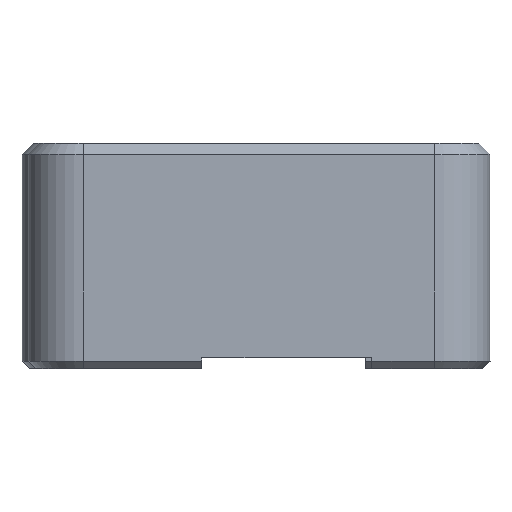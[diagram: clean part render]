
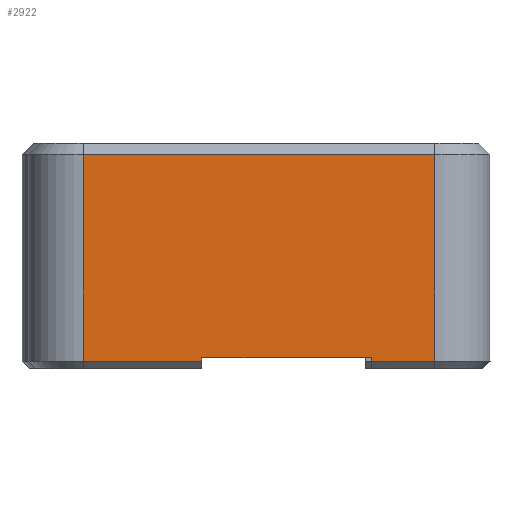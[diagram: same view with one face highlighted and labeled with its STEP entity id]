
A CAD part, left-side view. The second image highlights one B-rep face of the part: STEP entity #2922.
In plain terms, the highlighted planar face has unit normal (-1, 0, 0).
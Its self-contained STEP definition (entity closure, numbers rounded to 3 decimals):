
#111=PLANE('',#3149);
#368=FACE_OUTER_BOUND('',#535,.T.);
#535=EDGE_LOOP('',(#2473,#2474,#2475,#2476,#2477,#2478,#2479,#2480));
#792=LINE('',#4582,#1106);
#794=LINE('',#4586,#1108);
#795=LINE('',#4588,#1109);
#796=LINE('',#4590,#1110);
#797=LINE('',#4592,#1111);
#798=LINE('',#4594,#1112);
#799=LINE('',#4596,#1113);
#800=LINE('',#4597,#1114);
#1106=VECTOR('',#3751,10.);
#1108=VECTOR('',#3755,1000.);
#1109=VECTOR('',#3756,1000.);
#1110=VECTOR('',#3757,1000.);
#1111=VECTOR('',#3758,1000.);
#1112=VECTOR('',#3759,1000.);
#1113=VECTOR('',#3760,1000.);
#1114=VECTOR('',#3761,1000.);
#1473=VERTEX_POINT('',#4528);
#1485=VERTEX_POINT('',#4562);
#1490=VERTEX_POINT('',#4585);
#1491=VERTEX_POINT('',#4587);
#1492=VERTEX_POINT('',#4589);
#1493=VERTEX_POINT('',#4591);
#1494=VERTEX_POINT('',#4593);
#1495=VERTEX_POINT('',#4595);
#1834=EDGE_CURVE('',#1485,#1473,#792,.T.);
#1836=EDGE_CURVE('',#1490,#1473,#794,.T.);
#1837=EDGE_CURVE('',#1491,#1490,#795,.T.);
#1838=EDGE_CURVE('',#1491,#1492,#796,.T.);
#1839=EDGE_CURVE('',#1493,#1492,#797,.T.);
#1840=EDGE_CURVE('',#1494,#1493,#798,.T.);
#1841=EDGE_CURVE('',#1495,#1494,#799,.T.);
#1842=EDGE_CURVE('',#1495,#1485,#800,.T.);
#2473=ORIENTED_EDGE('',*,*,#1834,.T.);
#2474=ORIENTED_EDGE('',*,*,#1836,.F.);
#2475=ORIENTED_EDGE('',*,*,#1837,.F.);
#2476=ORIENTED_EDGE('',*,*,#1838,.T.);
#2477=ORIENTED_EDGE('',*,*,#1839,.F.);
#2478=ORIENTED_EDGE('',*,*,#1840,.F.);
#2479=ORIENTED_EDGE('',*,*,#1841,.F.);
#2480=ORIENTED_EDGE('',*,*,#1842,.T.);
#2922=ADVANCED_FACE('',(#368),#111,.F.);
#3149=AXIS2_PLACEMENT_3D('',#4584,#3753,#3754);
#3751=DIRECTION('',(0.,0.,1.));
#3753=DIRECTION('center_axis',(1.,0.,0.));
#3754=DIRECTION('ref_axis',(0.,1.,0.));
#3755=DIRECTION('',(0.,-1.,0.));
#3756=DIRECTION('',(0.,0.,1.));
#3757=DIRECTION('',(0.,-1.,0.));
#3758=DIRECTION('',(0.,0.,-1.));
#3759=DIRECTION('',(0.,1.,0.));
#3760=DIRECTION('',(0.,0.,1.));
#3761=DIRECTION('',(0.,-1.,0.));
#4528=CARTESIAN_POINT('',(-18.664,10.582,13.718));
#4562=CARTESIAN_POINT('',(-18.664,10.582,2.518));
#4582=CARTESIAN_POINT('',(-18.664,10.582,3.717));
#4584=CARTESIAN_POINT('Origin',(-18.664,7.581,3.717));
#4585=CARTESIAN_POINT('',(-18.664,29.582,13.718));
#4586=CARTESIAN_POINT('',(-18.664,7.581,13.718));
#4587=CARTESIAN_POINT('',(-18.664,29.582,2.518));
#4588=CARTESIAN_POINT('',(-18.664,29.582,3.718));
#4589=CARTESIAN_POINT('',(-18.664,23.182,2.518));
#4590=CARTESIAN_POINT('',(-18.664,6.012,2.518));
#4591=CARTESIAN_POINT('',(-18.664,23.182,2.718));
#4592=CARTESIAN_POINT('',(-18.664,23.182,2.918));
#4593=CARTESIAN_POINT('',(-18.664,13.982,2.718));
#4594=CARTESIAN_POINT('',(-18.664,15.382,2.718));
#4595=CARTESIAN_POINT('',(-18.664,13.982,2.518));
#4596=CARTESIAN_POINT('',(-18.664,13.982,3.218));
#4597=CARTESIAN_POINT('',(-18.664,6.012,2.518));
